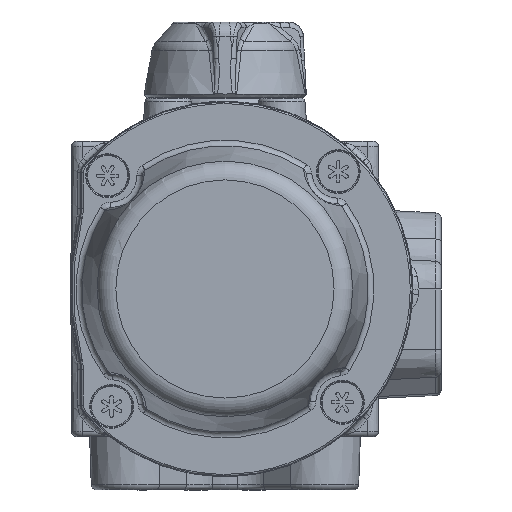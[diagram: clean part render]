
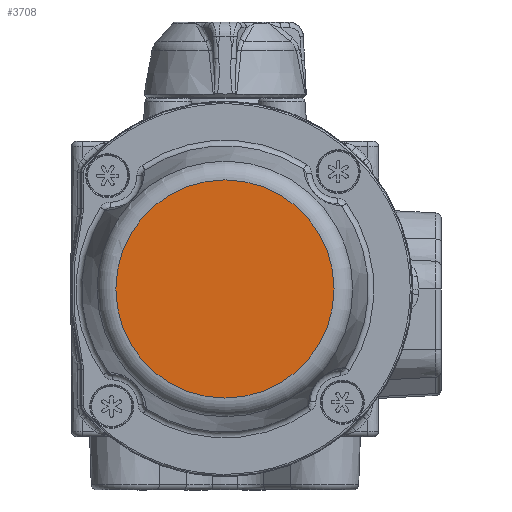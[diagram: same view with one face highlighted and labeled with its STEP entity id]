
A CAD part, front view. The second image highlights one B-rep face of the part: STEP entity #3708.
In plain terms, the highlighted planar face has unit normal (0, -1, 0).
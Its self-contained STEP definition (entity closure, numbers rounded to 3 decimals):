
#3708 = ADVANCED_FACE( '', ( #7683 ), #7684, .F. );
#7683 = FACE_OUTER_BOUND( '', #42474, .T. );
#7684 = PLANE( '', #42475 );
#42474 = EDGE_LOOP( '', ( #53575 ) );
#42475 = AXIS2_PLACEMENT_3D( '', #53576, #53577, #53578 );
#53575 = ORIENTED_EDGE( '', *, *, #56762, .T. );
#53576 = CARTESIAN_POINT( '', ( 0., -116.25, 33. ) );
#53577 = DIRECTION( '', ( 0., 1., 0. ) );
#53578 = DIRECTION( '', ( 1., 0., 0. ) );
#56762 = EDGE_CURVE( '', #62422, #62422, #62423, .T. );
#62422 = VERTEX_POINT( '', #80227 );
#62423 = CIRCLE( '', #80228, 28.764 );
#80227 = CARTESIAN_POINT( '', ( -28.764, -116.25, 0. ) );
#80228 = AXIS2_PLACEMENT_3D( '', #91891, #91892, #91893 );
#91891 = CARTESIAN_POINT( '', ( 0., -116.25, 0. ) );
#91892 = DIRECTION( '', ( 0., -1., 0. ) );
#91893 = DIRECTION( '', ( -1., 0., 0. ) );
